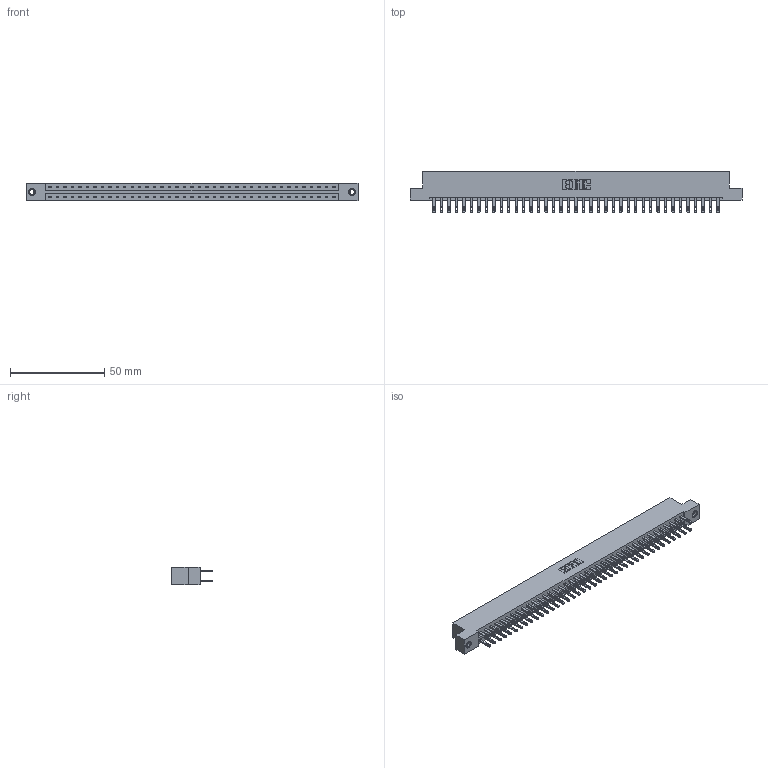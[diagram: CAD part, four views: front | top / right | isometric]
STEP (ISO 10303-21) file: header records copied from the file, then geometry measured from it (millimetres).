
FILE_DESCRIPTION (( 'STEP AP203' ), '1' );
FILE_NAME ('833-078-500-208.STEP', '2020-06-05T19:23:57', ( '' ), ( '' ), 'SwSTEP 2.0', 'SolidWorks 2020', '' );
FILE_SCHEMA (( 'CONFIG_CONTROL_DESIGN' ));
Length unit declared in the file: inch
Products named in the file (4): 833 Part_Flush - .156 Dia - TI; 833-078-500-208; 345-292-001_345-293-100; 345-250-001_345-250-003-102
Assembly tree (81 placements, depth 2):
  833-078-500-208
    833 Part_Flush - .156 Dia - TI
    345-292-001_345-293-100  x78
    345-250-001_345-250-003-102  x2
Bounding box: 176.07 x 21.85 x 9.4 mm (x, y, z)
Volume: 18179.8 mm3; surface area: 22340.9 mm2
Topology: 81 solids, 81 shells, 3918 faces, 11913 edges, 7934 vertices
Faces by surface type: plane 2442, cylinder 1460, cone 12, torus 4
Entity records: 26594 total; most frequent: CARTESIAN_POINT 4393, ORIENTED_EDGE 4322, DIRECTION 3791, EDGE_CURVE 2161, VECTOR 2009, LINE 2009, VERTEX_POINT 1436, AXIS2_PLACEMENT_3D 891
